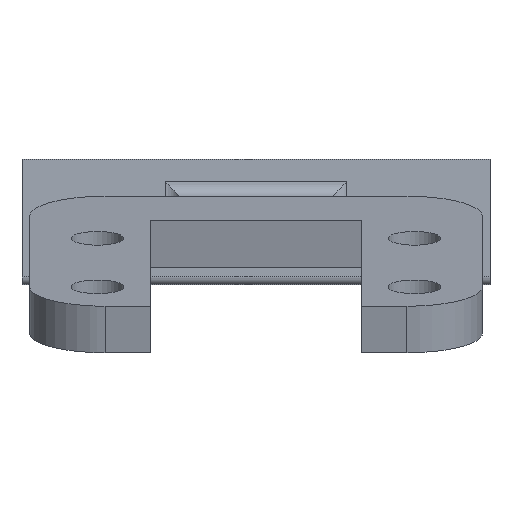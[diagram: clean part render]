
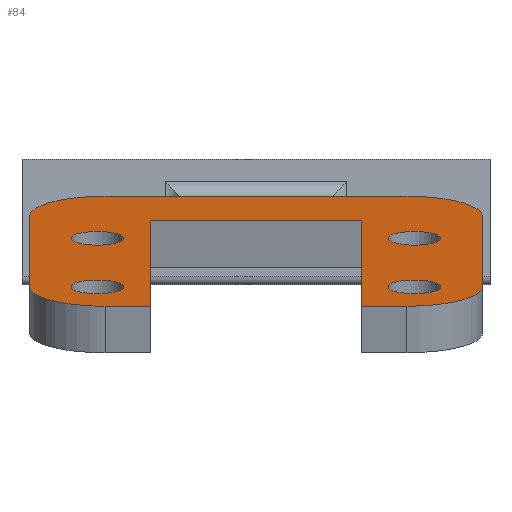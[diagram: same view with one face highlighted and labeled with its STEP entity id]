
A CAD part, top view. The second image highlights one B-rep face of the part: STEP entity #84.
In plain terms, the highlighted planar face has unit normal (0, 0.966, 0.259).
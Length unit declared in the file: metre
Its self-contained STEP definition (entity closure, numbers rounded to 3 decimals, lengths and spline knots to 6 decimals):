
#84 = ADVANCED_FACE( '', ( #189, #190, #191, #192, #193 ), #194, .T. );
#189 = FACE_BOUND( '', #323, .T. );
#190 = FACE_BOUND( '', #324, .T. );
#191 = FACE_BOUND( '', #325, .T. );
#192 = FACE_BOUND( '', #326, .T. );
#193 = FACE_OUTER_BOUND( '', #327, .T. );
#194 = PLANE( '', #328 );
#323 = EDGE_LOOP( '', ( #506 ) );
#324 = EDGE_LOOP( '', ( #507 ) );
#325 = EDGE_LOOP( '', ( #508 ) );
#326 = EDGE_LOOP( '', ( #509 ) );
#327 = EDGE_LOOP( '', ( #510, #511, #512, #513, #514, #515, #516, #517, #518, #519, #520, #521 ) );
#328 = AXIS2_PLACEMENT_3D( '', #522, #523, #524 );
#506 = ORIENTED_EDGE( '', *, *, #780, .F. );
#507 = ORIENTED_EDGE( '', *, *, #777, .F. );
#508 = ORIENTED_EDGE( '', *, *, #736, .F. );
#509 = ORIENTED_EDGE( '', *, *, #781, .F. );
#510 = ORIENTED_EDGE( '', *, *, #727, .F. );
#511 = ORIENTED_EDGE( '', *, *, #782, .T. );
#512 = ORIENTED_EDGE( '', *, *, #783, .F. );
#513 = ORIENTED_EDGE( '', *, *, #784, .T. );
#514 = ORIENTED_EDGE( '', *, *, #772, .T. );
#515 = ORIENTED_EDGE( '', *, *, #785, .T. );
#516 = ORIENTED_EDGE( '', *, *, #767, .T. );
#517 = ORIENTED_EDGE( '', *, *, #786, .F. );
#518 = ORIENTED_EDGE( '', *, *, #750, .F. );
#519 = ORIENTED_EDGE( '', *, *, #787, .F. );
#520 = ORIENTED_EDGE( '', *, *, #788, .T. );
#521 = ORIENTED_EDGE( '', *, *, #755, .T. );
#522 = CARTESIAN_POINT( '', ( -0.01, -0.003813, 0.044229 ) );
#523 = DIRECTION( '', ( 0., 0.966, 0.259 ) );
#524 = DIRECTION( '', ( 0., -0.259, 0.966 ) );
#727 = EDGE_CURVE( '', #849, #851, #852, .T. );
#736 = EDGE_CURVE( '', #866, #866, #867, .T. );
#750 = EDGE_CURVE( '', #890, #891, #892, .T. );
#755 = EDGE_CURVE( '', #899, #851, #900, .T. );
#767 = EDGE_CURVE( '', #917, #918, #919, .T. );
#772 = EDGE_CURVE( '', #926, #927, #928, .T. );
#777 = EDGE_CURVE( '', #935, #935, #936, .T. );
#780 = EDGE_CURVE( '', #940, #940, #941, .T. );
#781 = EDGE_CURVE( '', #942, #942, #943, .T. );
#782 = EDGE_CURVE( '', #849, #944, #945, .T. );
#783 = EDGE_CURVE( '', #946, #944, #947, .T. );
#784 = EDGE_CURVE( '', #946, #926, #948, .T. );
#785 = EDGE_CURVE( '', #927, #917, #949, .T. );
#786 = EDGE_CURVE( '', #891, #918, #950, .T. );
#787 = EDGE_CURVE( '', #951, #890, #952, .T. );
#788 = EDGE_CURVE( '', #951, #899, #953, .T. );
#849 = VERTEX_POINT( '', #1029 );
#851 = VERTEX_POINT( '', #1032 );
#852 = LINE( '', #1033, #1034 );
#866 = VERTEX_POINT( '', #1053 );
#867 = CIRCLE( '', #1054, 0.00175 );
#890 = VERTEX_POINT( '', #1084 );
#891 = VERTEX_POINT( '', #1085 );
#892 = LINE( '', #1086, #1087 );
#899 = VERTEX_POINT( '', #1097 );
#900 = ELLIPSE( '', #1098, 0.005, 0.005 );
#917 = VERTEX_POINT( '', #1119 );
#918 = VERTEX_POINT( '', #1120 );
#919 = LINE( '', #1121, #1122 );
#926 = VERTEX_POINT( '', #1132 );
#927 = VERTEX_POINT( '', #1133 );
#928 = LINE( '', #1134, #1135 );
#935 = VERTEX_POINT( '', #1145 );
#936 = CIRCLE( '', #1146, 0.00175 );
#940 = VERTEX_POINT( '', #1150 );
#941 = CIRCLE( '', #1151, 0.00175 );
#942 = VERTEX_POINT( '', #1152 );
#943 = CIRCLE( '', #1153, 0.00175 );
#944 = VERTEX_POINT( '', #1154 );
#945 = ELLIPSE( '', #1155, 0.005176, 0.005 );
#946 = VERTEX_POINT( '', #1156 );
#947 = LINE( '', #1157, #1158 );
#948 = ELLIPSE( '', #1159, 0.005176, 0.005 );
#949 = ELLIPSE( '', #1160, 0.005, 0.005 );
#950 = LINE( '', #1161, #1162 );
#951 = VERTEX_POINT( '', #1163 );
#952 = LINE( '', #1164, #1165 );
#953 = LINE( '', #1166, #1167 );
#1029 = CARTESIAN_POINT( '', ( 0.02, -0.00134, 0.035 ) );
#1032 = CARTESIAN_POINT( '', ( 0.02, -0.00604, 0.052541 ) );
#1033 = CARTESIAN_POINT( '', ( 0.02, -0.003813, 0.044229 ) );
#1034 = VECTOR( '', #1260, 1. );
#1053 = CARTESIAN_POINT( '', ( 0.0155, -0.003262, 0.042175 ) );
#1054 = AXIS2_PLACEMENT_3D( '', #1269, #1270, #1271 );
#1084 = CARTESIAN_POINT( '', ( 0.012, -0.001645, 0.036138 ) );
#1085 = CARTESIAN_POINT( '', ( -0.002, -0.001645, 0.036138 ) );
#1086 = CARTESIAN_POINT( '', ( -0.01, -0.001645, 0.036138 ) );
#1087 = VECTOR( '', #1288, 1. );
#1097 = CARTESIAN_POINT( '', ( 0.015, -0.007334, 0.057371 ) );
#1098 = AXIS2_PLACEMENT_3D( '', #1292, #1293, #1294 );
#1119 = CARTESIAN_POINT( '', ( -0.005, -0.007334, 0.057371 ) );
#1120 = CARTESIAN_POINT( '', ( -0.002, -0.007334, 0.057371 ) );
#1121 = CARTESIAN_POINT( '', ( -0.01, -0.007334, 0.057371 ) );
#1122 = VECTOR( '', #1311, 1. );
#1132 = CARTESIAN_POINT( '', ( -0.01, -0.00134, 0.035 ) );
#1133 = CARTESIAN_POINT( '', ( -0.01, -0.00604, 0.052541 ) );
#1134 = CARTESIAN_POINT( '', ( -0.01, -0.003813, 0.044229 ) );
#1135 = VECTOR( '', #1315, 1. );
#1145 = CARTESIAN_POINT( '', ( 0.0155, -0.006497, 0.054249 ) );
#1146 = AXIS2_PLACEMENT_3D( '', #1319, #1320, #1321 );
#1150 = CARTESIAN_POINT( '', ( -0.0055, -0.006497, 0.054249 ) );
#1151 = AXIS2_PLACEMENT_3D( '', #1325, #1326, #1327 );
#1152 = CARTESIAN_POINT( '', ( -0.0055, -0.003262, 0.042175 ) );
#1153 = AXIS2_PLACEMENT_3D( '', #1328, #1329, #1330 );
#1154 = CARTESIAN_POINT( '', ( 0.015, 0., 0.03 ) );
#1155 = AXIS2_PLACEMENT_3D( '', #1331, #1332, #1333 );
#1156 = CARTESIAN_POINT( '', ( -0.005, 0., 0.03 ) );
#1157 = CARTESIAN_POINT( '', ( 0.016231, 0., 0.03 ) );
#1158 = VECTOR( '', #1334, 1. );
#1159 = AXIS2_PLACEMENT_3D( '', #1335, #1336, #1337 );
#1160 = AXIS2_PLACEMENT_3D( '', #1338, #1339, #1340 );
#1161 = CARTESIAN_POINT( '', ( -0.002, -0.003813, 0.044229 ) );
#1162 = VECTOR( '', #1341, 1. );
#1163 = CARTESIAN_POINT( '', ( 0.012, -0.007334, 0.057371 ) );
#1164 = CARTESIAN_POINT( '', ( 0.012, -0.003813, 0.044229 ) );
#1165 = VECTOR( '', #1342, 1. );
#1166 = CARTESIAN_POINT( '', ( -0.01, -0.007334, 0.057371 ) );
#1167 = VECTOR( '', #1343, 1. );
#1260 = DIRECTION( '', ( 0., -0.259, 0.966 ) );
#1269 = CARTESIAN_POINT( '', ( 0.0155, -0.002809, 0.040484 ) );
#1270 = DIRECTION( '', ( 0., 0.966, 0.259 ) );
#1271 = DIRECTION( '', ( 0., -0.259, 0.966 ) );
#1288 = DIRECTION( '', ( -1., 0., 0. ) );
#1292 = CARTESIAN_POINT( '', ( 0.015, -0.00604, 0.052541 ) );
#1293 = DIRECTION( '', ( 0., 0.966, 0.259 ) );
#1294 = DIRECTION( '', ( 0., 0.259, -0.966 ) );
#1311 = DIRECTION( '', ( 1., 0., 0. ) );
#1315 = DIRECTION( '', ( 0., -0.259, 0.966 ) );
#1319 = CARTESIAN_POINT( '', ( 0.0155, -0.006044, 0.052558 ) );
#1320 = DIRECTION( '', ( 0., 0.966, 0.259 ) );
#1321 = DIRECTION( '', ( 0., -0.259, 0.966 ) );
#1325 = CARTESIAN_POINT( '', ( -0.0055, -0.006044, 0.052558 ) );
#1326 = DIRECTION( '', ( 0., 0.966, 0.259 ) );
#1327 = DIRECTION( '', ( 0., -0.259, 0.966 ) );
#1328 = CARTESIAN_POINT( '', ( -0.0055, -0.002809, 0.040484 ) );
#1329 = DIRECTION( '', ( 0., 0.966, 0.259 ) );
#1330 = DIRECTION( '', ( 0., -0.259, 0.966 ) );
#1331 = CARTESIAN_POINT( '', ( 0.015, -0.00134, 0.035 ) );
#1332 = DIRECTION( '', ( 0., 0.966, 0.259 ) );
#1333 = DIRECTION( '', ( 0., -0.259, 0.966 ) );
#1334 = DIRECTION( '', ( 1., 0., 0. ) );
#1335 = CARTESIAN_POINT( '', ( -0.005, -0.00134, 0.035 ) );
#1336 = DIRECTION( '', ( 0., 0.966, 0.259 ) );
#1337 = DIRECTION( '', ( 0., 0.259, -0.966 ) );
#1338 = CARTESIAN_POINT( '', ( -0.005, -0.00604, 0.052541 ) );
#1339 = DIRECTION( '', ( 0., 0.966, 0.259 ) );
#1340 = DIRECTION( '', ( 0., -0.259, 0.966 ) );
#1341 = DIRECTION( '', ( 0., -0.259, 0.966 ) );
#1342 = DIRECTION( '', ( 0., 0.259, -0.966 ) );
#1343 = DIRECTION( '', ( 1., 0., 0. ) );
